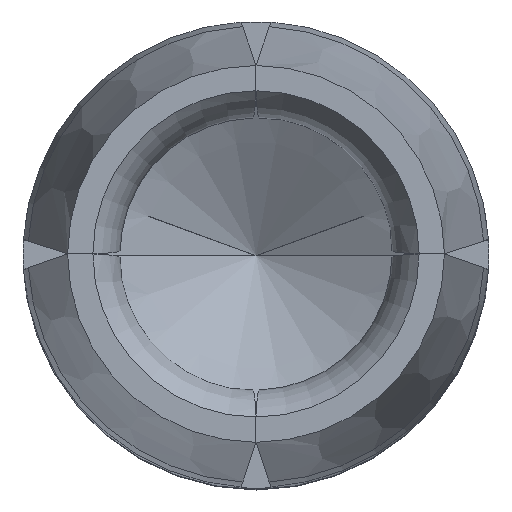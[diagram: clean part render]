
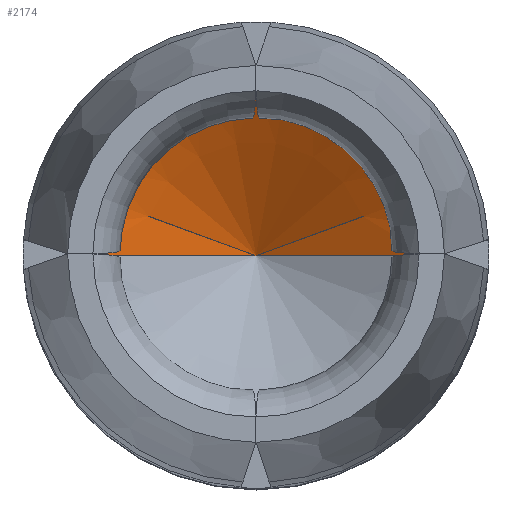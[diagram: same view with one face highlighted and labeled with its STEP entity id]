
A CAD part, top view. The second image highlights one B-rep face of the part: STEP entity #2174.
In plain terms, the highlighted conical face has half-angle 59.999 degrees and reference radius 1.122 mm.
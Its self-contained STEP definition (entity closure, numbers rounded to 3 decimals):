
#493=CARTESIAN_POINT('',(0.,0.,1.27));
#494=DIRECTION('',(0.,0.,1.));
#495=DIRECTION('',(1.,0.,0.));
#496=AXIS2_PLACEMENT_3D('',#493,#494,#495);
#950=DIRECTION('',(0.866,0.,0.5));
#951=VECTOR('',#950,2.54);
#952=CARTESIAN_POINT('',(0.,0.,0.));
#953=LINE('',#952,#951);
#954=DIRECTION('',(-0.866,0.,0.5));
#955=VECTOR('',#954,2.54);
#956=CARTESIAN_POINT('',(0.,0.,0.));
#957=LINE('',#956,#955);
#958=CARTESIAN_POINT('',(0.,0.,0.));
#959=CARTESIAN_POINT('',(2.2,0.,1.27));
#960=VERTEX_POINT('',#958);
#961=VERTEX_POINT('',#959);
#966=CARTESIAN_POINT('',(-2.2,0.,1.27));
#967=VERTEX_POINT('',#966);
#2162=CARTESIAN_POINT('',(0.,0.,0.648));
#2163=DIRECTION('',(0.,0.,1.));
#2164=DIRECTION('',(-1.,0.,0.));
#2165=AXIS2_PLACEMENT_3D('',#2162,#2163,#2164);
#2166=CONICAL_SURFACE('',#2165,1.122,59.999);
#2168=ORIENTED_EDGE('',*,*,#2167,.F.);
#2170=ORIENTED_EDGE('',*,*,#2169,.T.);
#2171=ORIENTED_EDGE('',*,*,#1591,.F.);
#2172=EDGE_LOOP('',(#2168,#2170,#2171));
#2173=FACE_OUTER_BOUND('',#2172,.F.);
#2174=ADVANCED_FACE('',(#2173),#2166,.F.);
#497=CIRCLE('',#496,2.2);
#1591=EDGE_CURVE('',#961,#967,#497,.T.);
#2167=EDGE_CURVE('',#960,#961,#953,.T.);
#2169=EDGE_CURVE('',#960,#967,#957,.T.);
